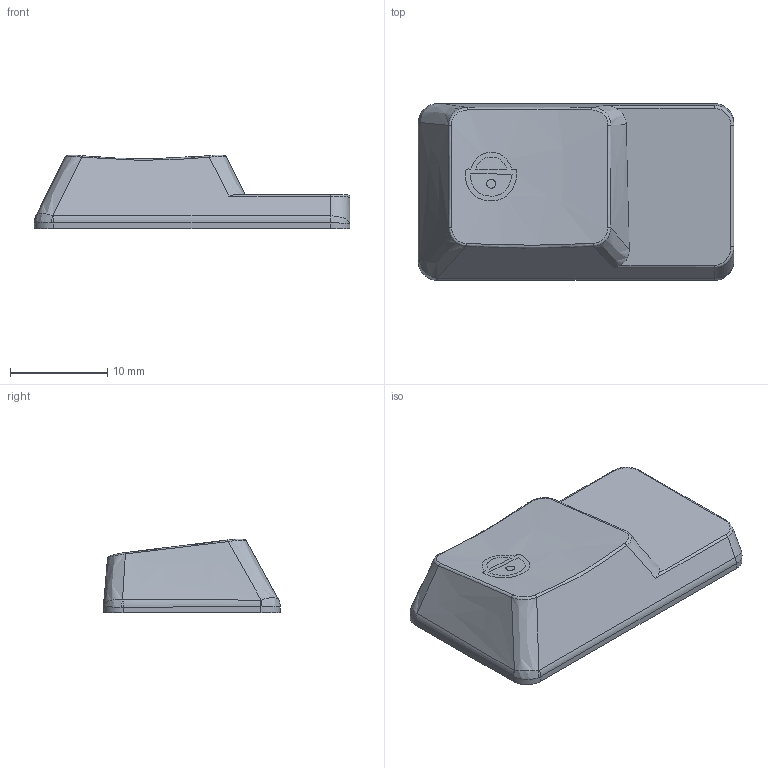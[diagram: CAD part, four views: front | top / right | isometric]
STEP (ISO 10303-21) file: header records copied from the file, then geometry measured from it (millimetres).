
FILE_DESCRIPTION(/* description */ (''),/* implementation_level */ '2;1');
FILE_NAME(/* name */ 'Row_3_1.75u_Caps_Lock_stepped_icon.step',/* time_stamp */ '2021-07-24T01:17:15-05:00',/* author */ (''),/* organization */ (''),/* preprocessor_version */ 'ST-DEVELOPER v18.1',/* originating_system */ 'Autodesk Translation Framework v10.9.0.1377',/* authorisation */ '');
FILE_SCHEMA (('AUTOMOTIVE_DESIGN { 1 0 10303 214 3 1 1 }'));
Length unit declared in the file: millimetre
Products named in the file (1): Row_3_1.75u_Caps_Lock_stepped_icon
Bounding box: 32.45 x 18.16 x 7.57 mm (x, y, z)
Volume: 824.3 mm3; surface area: 2102.6 mm2
Topology: 1 solids, 1 shells, 84 faces, 225 edges, 148 vertices
Faces by surface type: bspline 38, plane 28, cylinder 18
Full cylindrical faces by diameter (mm): 5.5 x1
Entity records: 3700 total; most frequent: CARTESIAN_POINT 1816, ORIENTED_EDGE 446, DIRECTION 266, EDGE_CURVE 223, VERTEX_POINT 148, B_SPLINE_CURVE_WITH_KNOTS 101, AXIS2_PLACEMENT_3D 97, EDGE_LOOP 91
